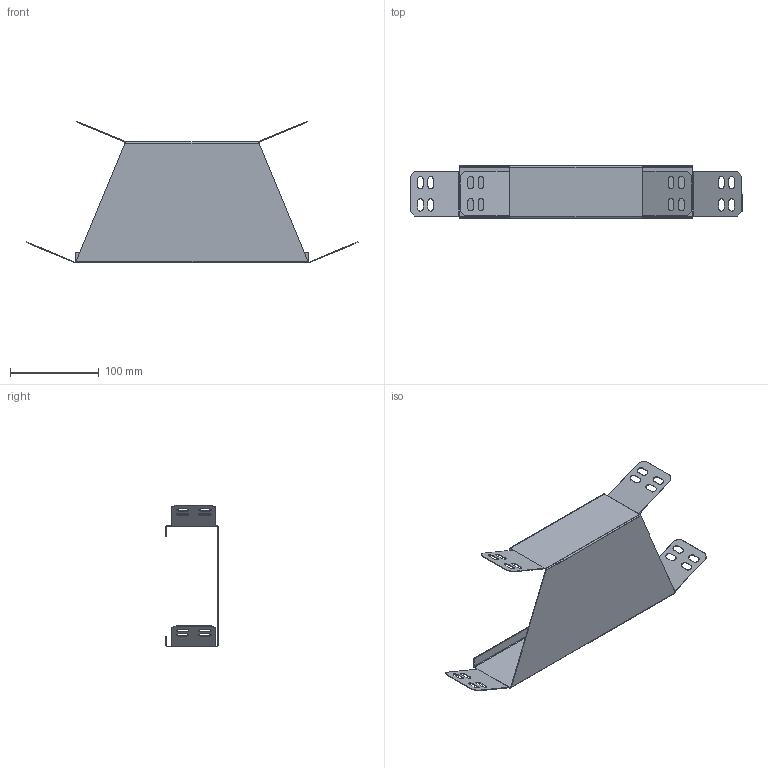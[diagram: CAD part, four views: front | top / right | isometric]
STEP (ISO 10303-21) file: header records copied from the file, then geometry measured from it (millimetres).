
FILE_DESCRIPTION (( 'STEP AP214' ), '1' );
FILE_NAME ('6043683_KSTP1.stp', '2018-05-24T07:02:41', ( '' ), ( '' ), 'SwSTEP 2.0', 'SolidWorks 2016', '' );
FILE_SCHEMA (( 'AUTOMOTIVE_DESIGN' ));
Length unit declared in the file: millimetre
Products named in the file (1): 6043683_KSTP1
Bounding box: 374.5 x 59.4 x 159.58 mm (x, y, z)
Volume: 47046.5 mm3; surface area: 135830.5 mm2
Topology: 1 solids, 1 shells, 150 faces, 380 edges, 232 vertices
Faces by surface type: plane 98, cylinder 48, bspline 4
Entity records: 4734 total; most frequent: CARTESIAN_POINT 1007, ORIENTED_EDGE 760, DIRECTION 754, EDGE_CURVE 380, VECTOR 284, LINE 284, AXIS2_PLACEMENT_3D 235, VERTEX_POINT 232
